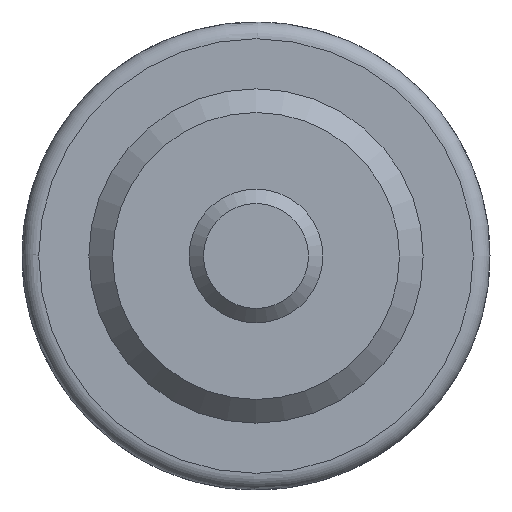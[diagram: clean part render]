
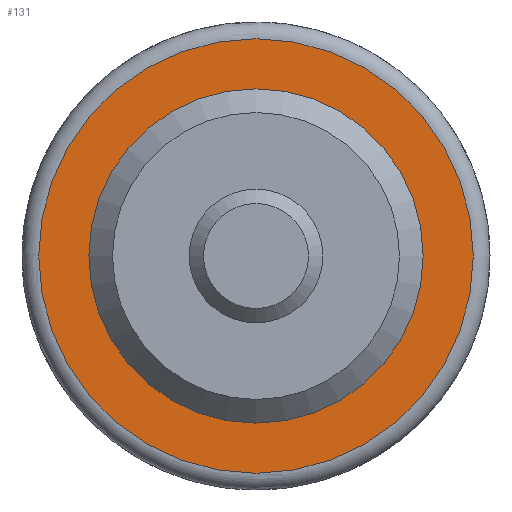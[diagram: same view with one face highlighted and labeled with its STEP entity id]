
A CAD part, front view. The second image highlights one B-rep face of the part: STEP entity #131.
In plain terms, the highlighted planar face has unit normal (0, -1, 0).
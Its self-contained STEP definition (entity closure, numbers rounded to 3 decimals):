
#131 = ADVANCED_FACE( '', ( #283, #284 ), #285, .F. );
#283 = FACE_BOUND( '', #1013, .T. );
#284 = FACE_OUTER_BOUND( '', #1014, .T. );
#285 = PLANE( '', #1015 );
#1013 = EDGE_LOOP( '', ( #1491 ) );
#1014 = EDGE_LOOP( '', ( #1492 ) );
#1015 = AXIS2_PLACEMENT_3D( '', #1493, #1494, #1495 );
#1491 = ORIENTED_EDGE( '', *, *, #1933, .F. );
#1492 = ORIENTED_EDGE( '', *, *, #1932, .T. );
#1493 = CARTESIAN_POINT( '', ( 6.5, 3., 0. ) );
#1494 = DIRECTION( '', ( 0., 1., 0. ) );
#1495 = DIRECTION( '', ( -1., 0., 0. ) );
#1932 = EDGE_CURVE( '', #2279, #2279, #2280, .T. );
#1933 = EDGE_CURVE( '', #2281, #2281, #2282, .T. );
#2279 = VERTEX_POINT( '', #3157 );
#2280 = CIRCLE( '', #3158, 6.5 );
#2281 = VERTEX_POINT( '', #3159 );
#2282 = CIRCLE( '', #3160, 5. );
#3157 = CARTESIAN_POINT( '', ( 6.5, 3., 0. ) );
#3158 = AXIS2_PLACEMENT_3D( '', #3471, #3472, #3473 );
#3159 = CARTESIAN_POINT( '', ( 5., 3., 0. ) );
#3160 = AXIS2_PLACEMENT_3D( '', #3474, #3475, #3476 );
#3471 = CARTESIAN_POINT( '', ( 0., 3., 0. ) );
#3472 = DIRECTION( '', ( 0., -1., 0. ) );
#3473 = DIRECTION( '', ( 1., 0., 0. ) );
#3474 = CARTESIAN_POINT( '', ( 0., 3., 0. ) );
#3475 = DIRECTION( '', ( 0., -1., 0. ) );
#3476 = DIRECTION( '', ( 1., 0., 0. ) );
